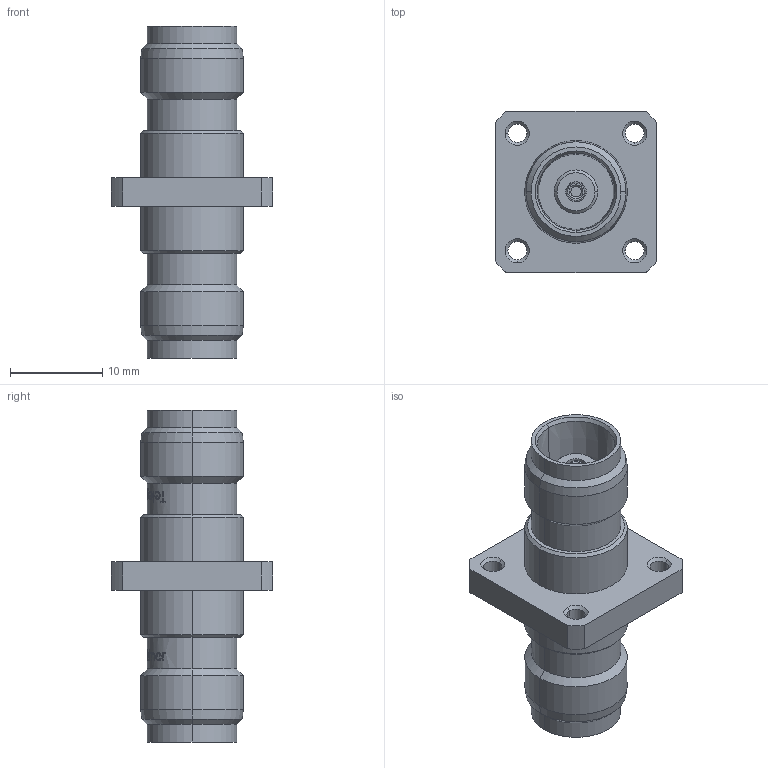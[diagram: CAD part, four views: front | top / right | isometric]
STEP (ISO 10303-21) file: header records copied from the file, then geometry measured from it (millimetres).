
FILE_DESCRIPTION (( 'STEP AP214' ), '1' );
FILE_NAME ('J01014A0004.STEP', '2013-04-17T11:35:47', ( 'Wartung1' ), ( '' ), 'SwSTEP 2.0', 'SolidWorks 2012', '' );
FILE_SCHEMA (( 'AUTOMOTIVE_DESIGN' ));
Length unit declared in the file: millimetre
Products named in the file (1): J01014A0004
Bounding box: 17.5 x 17.5 x 35.9 mm (x, y, z)
Volume: 3164.5 mm3; surface area: 2537.1 mm2
Topology: 1 solids, 1 shells, 474 faces, 1202 edges, 784 vertices
Faces by surface type: bspline 166, plane 156, cylinder 96, cone 56
Entity records: 30310 total; most frequent: CARTESIAN_POINT 15051, ORIENTED_EDGE 2404, DIRECTION 1518, EDGE_CURVE 1202, VERTEX_POINT 784, AXIS2_PLACEMENT_3D 573, B_SPLINE_CURVE_WITH_KNOTS 542, EDGE_LOOP 536
